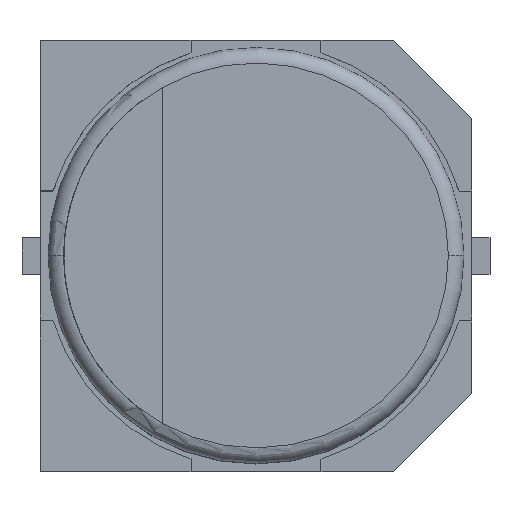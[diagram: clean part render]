
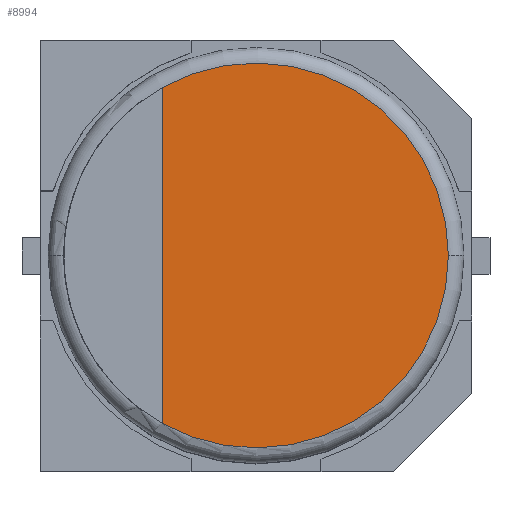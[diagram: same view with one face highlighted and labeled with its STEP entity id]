
A CAD part, top view. The second image highlights one B-rep face of the part: STEP entity #8994.
In plain terms, the highlighted planar face has unit normal (0, 0, 1).
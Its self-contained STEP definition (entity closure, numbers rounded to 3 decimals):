
#15 = DIRECTION ( 'NONE',  ( -1., 0., 0. ) ) ;
#521 = CIRCLE ( 'NONE', #6281, 3.7 ) ;
#586 = VECTOR ( 'NONE', #5603, 1000. ) ;
#1259 = CARTESIAN_POINT ( 'NONE',  ( 0., 0., 6.95 ) ) ;
#1976 = DIRECTION ( 'NONE',  ( 0., 0., 1. ) ) ;
#2051 = EDGE_CURVE ( 'NONE', #6652, #3904, #521, .T. ) ;
#2453 = DIRECTION ( 'NONE',  ( 0., 0., 1. ) ) ;
#2486 = LINE ( 'NONE', #2535, #586 ) ;
#2535 = CARTESIAN_POINT ( 'NONE',  ( 1.803, -3.231, 6.95 ) ) ;
#2865 = AXIS2_PLACEMENT_3D ( 'NONE', #9484, #2453, #6299 ) ;
#3212 = AXIS2_PLACEMENT_3D ( 'NONE', #1259, #1976, #8345 ) ;
#3904 = VERTEX_POINT ( 'NONE', #6031 ) ;
#4003 = DIRECTION ( 'NONE',  ( 0., 0., 1. ) ) ;
#4614 = PLANE ( 'NONE',  #2865 ) ;
#4661 = EDGE_LOOP ( 'NONE', ( #7276, #8354, #9874 ) ) ;
#4765 = CARTESIAN_POINT ( 'NONE',  ( 0., 0., 6.95 ) ) ;
#5297 = VERTEX_POINT ( 'NONE', #5669 ) ;
#5603 = DIRECTION ( 'NONE',  ( 0., -1., 0. ) ) ;
#5669 = CARTESIAN_POINT ( 'NONE',  ( 1.803, -3.231, 6.95 ) ) ;
#6031 = CARTESIAN_POINT ( 'NONE',  ( -3.7, 0., 6.95 ) ) ;
#6281 = AXIS2_PLACEMENT_3D ( 'NONE', #4765, #4003, #15 ) ;
#6299 = DIRECTION ( 'NONE',  ( 1., 0., 0. ) ) ;
#6652 = VERTEX_POINT ( 'NONE', #9849 ) ;
#7112 = EDGE_CURVE ( 'NONE', #6652, #5297, #2486, .T. ) ;
#7276 = ORIENTED_EDGE ( 'NONE', *, *, #7112, .F. ) ;
#8345 = DIRECTION ( 'NONE',  ( -1., 0., 0. ) ) ;
#8354 = ORIENTED_EDGE ( 'NONE', *, *, #2051, .T. ) ;
#8609 = FACE_OUTER_BOUND ( 'NONE', #4661, .T. ) ;
#8886 = EDGE_CURVE ( 'NONE', #3904, #5297, #8919, .T. ) ;
#8919 = CIRCLE ( 'NONE', #3212, 3.7 ) ;
#8994 = ADVANCED_FACE ( 'NONE', ( #8609 ), #4614, .T. ) ;
#9484 = CARTESIAN_POINT ( 'NONE',  ( 0., 0., 6.95 ) ) ;
#9849 = CARTESIAN_POINT ( 'NONE',  ( 1.803, 3.231, 6.95 ) ) ;
#9874 = ORIENTED_EDGE ( 'NONE', *, *, #8886, .T. ) ;
